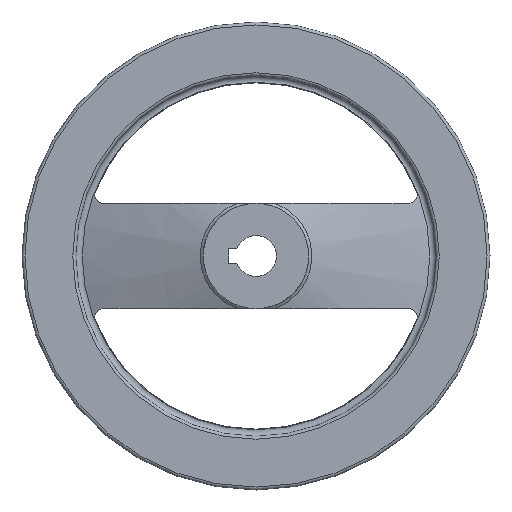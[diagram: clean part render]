
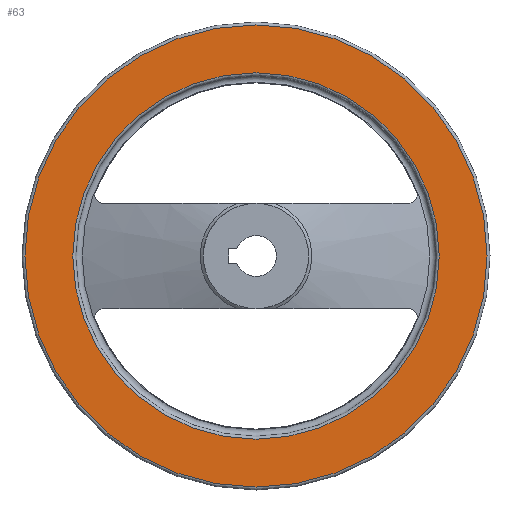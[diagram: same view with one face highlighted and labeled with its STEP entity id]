
A CAD part, left-side view. The second image highlights one B-rep face of the part: STEP entity #63.
In plain terms, the highlighted planar face has unit normal (-1, 0, 0).
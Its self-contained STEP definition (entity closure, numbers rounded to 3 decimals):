
#63 = ADVANCED_FACE( '', ( #149, #150 ), #151, .F. );
#149 = FACE_OUTER_BOUND( '', #264, .T. );
#150 = FACE_BOUND( '', #265, .T. );
#151 = PLANE( '', #266 );
#264 = EDGE_LOOP( '', ( #398 ) );
#265 = EDGE_LOOP( '', ( #399 ) );
#266 = AXIS2_PLACEMENT_3D( '', #400, #401, #402 );
#398 = ORIENTED_EDGE( '', *, *, #645, .F. );
#399 = ORIENTED_EDGE( '', *, *, #646, .T. );
#400 = CARTESIAN_POINT( '', ( 19., 62.64, 0. ) );
#401 = DIRECTION( '', ( 1., 0., 0. ) );
#402 = DIRECTION( '', ( 0., 0., -1. ) );
#645 = EDGE_CURVE( '', #766, #766, #767, .T. );
#646 = EDGE_CURVE( '', #768, #768, #769, .T. );
#766 = VERTEX_POINT( '', #1059 );
#767 = CIRCLE( '', #1060, 79. );
#768 = VERTEX_POINT( '', #1061 );
#769 = CIRCLE( '', #1062, 62.64 );
#1059 = CARTESIAN_POINT( '', ( 19., 0., -79. ) );
#1060 = AXIS2_PLACEMENT_3D( '', #1384, #1385, #1386 );
#1061 = CARTESIAN_POINT( '', ( 19., 0., -62.64 ) );
#1062 = AXIS2_PLACEMENT_3D( '', #1387, #1388, #1389 );
#1384 = CARTESIAN_POINT( '', ( 19., 0., 0. ) );
#1385 = DIRECTION( '', ( 1., 0., 0. ) );
#1386 = DIRECTION( '', ( 0., 0., -1. ) );
#1387 = CARTESIAN_POINT( '', ( 19., 0., 0. ) );
#1388 = DIRECTION( '', ( 1., 0., 0. ) );
#1389 = DIRECTION( '', ( 0., 0., -1. ) );
